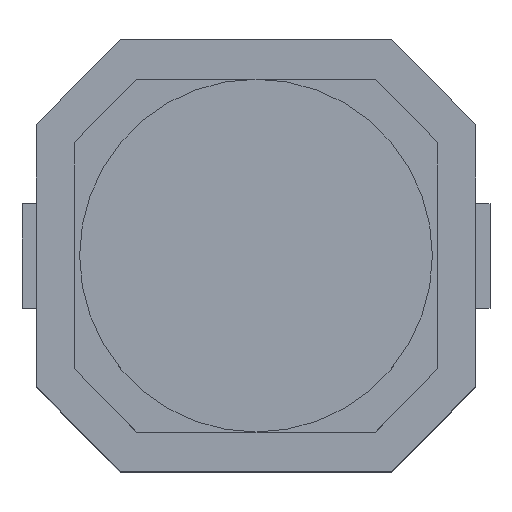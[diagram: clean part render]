
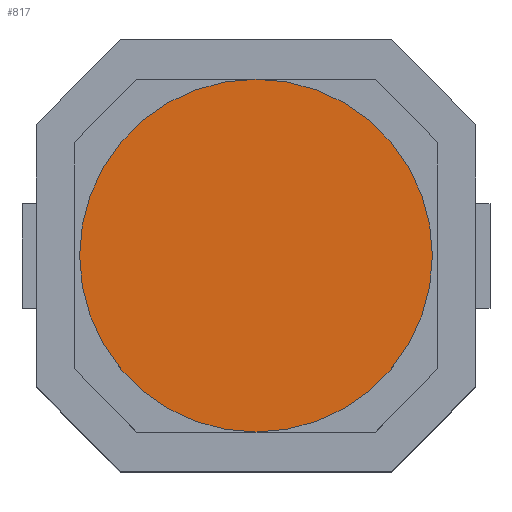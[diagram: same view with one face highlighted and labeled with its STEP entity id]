
A CAD part, top view. The second image highlights one B-rep face of the part: STEP entity #817.
In plain terms, the highlighted planar face has unit normal (0, 0, 1).
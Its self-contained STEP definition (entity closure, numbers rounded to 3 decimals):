
#20=CIRCLE('',#879,2.45);
#36=FACE_OUTER_BOUND('',#82,.T.);
#82=EDGE_LOOP('',(#593));
#366=VERTEX_POINT('',#1204);
#451=EDGE_CURVE('',#366,#366,#20,.T.);
#593=ORIENTED_EDGE('',*,*,#451,.T.);
#771=PLANE('',#883);
#817=ADVANCED_FACE('',(#36),#771,.T.);
#879=AXIS2_PLACEMENT_3D('',#1205,#977,#978);
#883=AXIS2_PLACEMENT_3D('',#1213,#986,#987);
#977=DIRECTION('center_axis',(0.,0.,1.));
#978=DIRECTION('ref_axis',(-1.,0.,0.));
#986=DIRECTION('center_axis',(0.,0.,1.));
#987=DIRECTION('ref_axis',(-1.,0.,0.));
#1204=CARTESIAN_POINT('',(3.207,-0.773,4.85));
#1205=CARTESIAN_POINT('Origin',(0.757,-0.773,4.85));
#1213=CARTESIAN_POINT('Origin',(0.757,-0.773,4.85));
